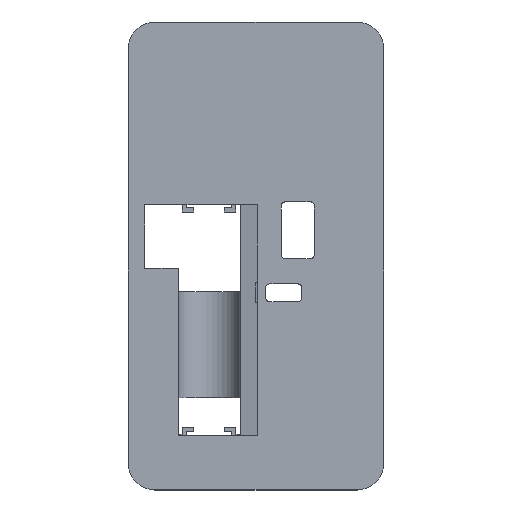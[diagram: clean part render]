
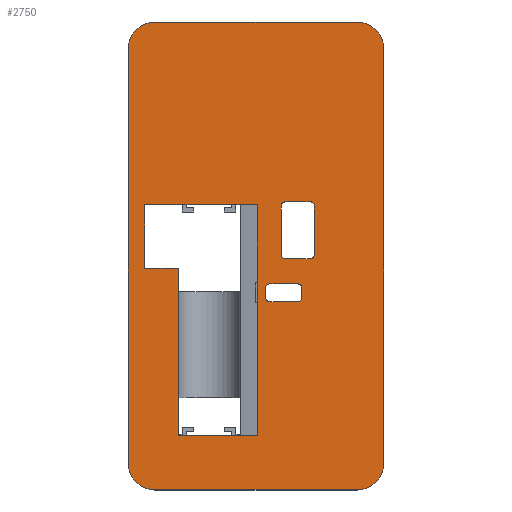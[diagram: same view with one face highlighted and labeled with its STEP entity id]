
A CAD part, top view. The second image highlights one B-rep face of the part: STEP entity #2750.
In plain terms, the highlighted planar face has unit normal (0, 0, 1).
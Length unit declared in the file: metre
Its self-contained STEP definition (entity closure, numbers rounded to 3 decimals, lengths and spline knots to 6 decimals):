
#26=CIRCLE('',#2909,0.001);
#27=CIRCLE('',#2910,0.001);
#28=CIRCLE('',#2911,0.001);
#29=CIRCLE('',#2912,0.001);
#30=CIRCLE('',#2913,0.001);
#31=CIRCLE('',#2914,0.001);
#32=CIRCLE('',#2915,0.001);
#33=CIRCLE('',#2916,0.001);
#34=CIRCLE('',#2917,0.00635);
#35=CIRCLE('',#2918,0.00635);
#36=CIRCLE('',#2919,0.00635);
#37=CIRCLE('',#2920,0.00635);
#66=ORIENTED_EDGE('',*,*,#878,.F.);
#67=ORIENTED_EDGE('',*,*,#879,.T.);
#68=ORIENTED_EDGE('',*,*,#880,.F.);
#69=ORIENTED_EDGE('',*,*,#881,.T.);
#70=ORIENTED_EDGE('',*,*,#882,.F.);
#71=ORIENTED_EDGE('',*,*,#883,.F.);
#72=ORIENTED_EDGE('',*,*,#884,.F.);
#73=ORIENTED_EDGE('',*,*,#885,.F.);
#74=ORIENTED_EDGE('',*,*,#886,.F.);
#75=ORIENTED_EDGE('',*,*,#887,.F.);
#76=ORIENTED_EDGE('',*,*,#888,.F.);
#77=ORIENTED_EDGE('',*,*,#889,.F.);
#78=ORIENTED_EDGE('',*,*,#890,.F.);
#79=ORIENTED_EDGE('',*,*,#891,.T.);
#80=ORIENTED_EDGE('',*,*,#892,.F.);
#81=ORIENTED_EDGE('',*,*,#893,.T.);
#82=ORIENTED_EDGE('',*,*,#894,.T.);
#83=ORIENTED_EDGE('',*,*,#895,.T.);
#84=ORIENTED_EDGE('',*,*,#896,.T.);
#85=ORIENTED_EDGE('',*,*,#897,.T.);
#86=ORIENTED_EDGE('',*,*,#898,.F.);
#87=ORIENTED_EDGE('',*,*,#899,.T.);
#88=ORIENTED_EDGE('',*,*,#900,.F.);
#89=ORIENTED_EDGE('',*,*,#901,.T.);
#90=ORIENTED_EDGE('',*,*,#902,.T.);
#91=ORIENTED_EDGE('',*,*,#903,.T.);
#92=ORIENTED_EDGE('',*,*,#904,.F.);
#93=ORIENTED_EDGE('',*,*,#905,.T.);
#94=ORIENTED_EDGE('',*,*,#906,.T.);
#95=ORIENTED_EDGE('',*,*,#907,.T.);
#878=EDGE_CURVE('',#1284,#1285,#26,.T.);
#879=EDGE_CURVE('',#1284,#1286,#1554,.T.);
#880=EDGE_CURVE('',#1287,#1286,#27,.T.);
#881=EDGE_CURVE('',#1287,#1288,#1555,.T.);
#882=EDGE_CURVE('',#1289,#1288,#28,.T.);
#883=EDGE_CURVE('',#1290,#1289,#1556,.T.);
#884=EDGE_CURVE('',#1291,#1290,#29,.T.);
#885=EDGE_CURVE('',#1285,#1291,#1557,.T.);
#886=EDGE_CURVE('',#1292,#1293,#30,.T.);
#887=EDGE_CURVE('',#1294,#1292,#1558,.T.);
#888=EDGE_CURVE('',#1295,#1294,#31,.T.);
#889=EDGE_CURVE('',#1296,#1295,#1559,.T.);
#890=EDGE_CURVE('',#1297,#1296,#32,.T.);
#891=EDGE_CURVE('',#1297,#1298,#1560,.T.);
#892=EDGE_CURVE('',#1299,#1298,#33,.T.);
#893=EDGE_CURVE('',#1299,#1293,#1561,.T.);
#894=EDGE_CURVE('',#1300,#1301,#1562,.T.);
#895=EDGE_CURVE('',#1301,#1302,#34,.T.);
#896=EDGE_CURVE('',#1302,#1303,#1563,.T.);
#897=EDGE_CURVE('',#1303,#1304,#35,.T.);
#898=EDGE_CURVE('',#1305,#1304,#1564,.T.);
#899=EDGE_CURVE('',#1305,#1306,#36,.T.);
#900=EDGE_CURVE('',#1307,#1306,#1565,.T.);
#901=EDGE_CURVE('',#1307,#1300,#37,.T.);
#902=EDGE_CURVE('',#1308,#1309,#1566,.T.);
#903=EDGE_CURVE('',#1309,#1310,#1567,.T.);
#904=EDGE_CURVE('',#1311,#1310,#1568,.T.);
#905=EDGE_CURVE('',#1311,#1312,#1569,.T.);
#906=EDGE_CURVE('',#1312,#1313,#1570,.T.);
#907=EDGE_CURVE('',#1313,#1308,#1571,.T.);
#1284=VERTEX_POINT('',#3834);
#1285=VERTEX_POINT('',#3835);
#1286=VERTEX_POINT('',#3837);
#1287=VERTEX_POINT('',#3839);
#1288=VERTEX_POINT('',#3841);
#1289=VERTEX_POINT('',#3843);
#1290=VERTEX_POINT('',#3845);
#1291=VERTEX_POINT('',#3847);
#1292=VERTEX_POINT('',#3850);
#1293=VERTEX_POINT('',#3851);
#1294=VERTEX_POINT('',#3853);
#1295=VERTEX_POINT('',#3855);
#1296=VERTEX_POINT('',#3857);
#1297=VERTEX_POINT('',#3859);
#1298=VERTEX_POINT('',#3861);
#1299=VERTEX_POINT('',#3863);
#1300=VERTEX_POINT('',#3866);
#1301=VERTEX_POINT('',#3867);
#1302=VERTEX_POINT('',#3869);
#1303=VERTEX_POINT('',#3871);
#1304=VERTEX_POINT('',#3873);
#1305=VERTEX_POINT('',#3875);
#1306=VERTEX_POINT('',#3877);
#1307=VERTEX_POINT('',#3879);
#1308=VERTEX_POINT('',#3882);
#1309=VERTEX_POINT('',#3883);
#1310=VERTEX_POINT('',#3885);
#1311=VERTEX_POINT('',#3887);
#1312=VERTEX_POINT('',#3889);
#1313=VERTEX_POINT('',#3891);
#1554=LINE('',#3836,#1932);
#1555=LINE('',#3840,#1933);
#1556=LINE('',#3844,#1934);
#1557=LINE('',#3848,#1935);
#1558=LINE('',#3852,#1936);
#1559=LINE('',#3856,#1937);
#1560=LINE('',#3860,#1938);
#1561=LINE('',#3864,#1939);
#1562=LINE('',#3865,#1940);
#1563=LINE('',#3870,#1941);
#1564=LINE('',#3874,#1942);
#1565=LINE('',#3878,#1943);
#1566=LINE('',#3881,#1944);
#1567=LINE('',#3884,#1945);
#1568=LINE('',#3886,#1946);
#1569=LINE('',#3888,#1947);
#1570=LINE('',#3890,#1948);
#1571=LINE('',#3892,#1949);
#1932=VECTOR('',#3100,1.);
#1933=VECTOR('',#3103,1.);
#1934=VECTOR('',#3106,1.);
#1935=VECTOR('',#3109,1.);
#1936=VECTOR('',#3112,1.);
#1937=VECTOR('',#3115,1.);
#1938=VECTOR('',#3118,1.);
#1939=VECTOR('',#3121,1.);
#1940=VECTOR('',#3122,1.);
#1941=VECTOR('',#3125,1.);
#1942=VECTOR('',#3128,1.);
#1943=VECTOR('',#3131,1.);
#1944=VECTOR('',#3134,1.);
#1945=VECTOR('',#3135,1.);
#1946=VECTOR('',#3136,1.);
#1947=VECTOR('',#3137,1.);
#1948=VECTOR('',#3138,1.);
#1949=VECTOR('',#3139,1.);
#2299=EDGE_LOOP('',(#66,#67,#68,#69,#70,#71,#72,#73));
#2300=EDGE_LOOP('',(#74,#75,#76,#77,#78,#79,#80,#81));
#2301=EDGE_LOOP('',(#82,#83,#84,#85,#86,#87,#88,#89));
#2302=EDGE_LOOP('',(#90,#91,#92,#93,#94,#95));
#2459=FACE_BOUND('',#2299,.T.);
#2460=FACE_BOUND('',#2300,.T.);
#2461=FACE_BOUND('',#2301,.T.);
#2462=FACE_BOUND('',#2302,.T.);
#2619=PLANE('',#2908);
#2750=ADVANCED_FACE('',(#2459,#2460,#2461,#2462),#2619,.T.);
#2908=AXIS2_PLACEMENT_3D('',#3832,#3096,#3097);
#2909=AXIS2_PLACEMENT_3D('',#3833,#3098,#3099);
#2910=AXIS2_PLACEMENT_3D('',#3838,#3101,#3102);
#2911=AXIS2_PLACEMENT_3D('',#3842,#3104,#3105);
#2912=AXIS2_PLACEMENT_3D('',#3846,#3107,#3108);
#2913=AXIS2_PLACEMENT_3D('',#3849,#3110,#3111);
#2914=AXIS2_PLACEMENT_3D('',#3854,#3113,#3114);
#2915=AXIS2_PLACEMENT_3D('',#3858,#3116,#3117);
#2916=AXIS2_PLACEMENT_3D('',#3862,#3119,#3120);
#2917=AXIS2_PLACEMENT_3D('',#3868,#3123,#3124);
#2918=AXIS2_PLACEMENT_3D('',#3872,#3126,#3127);
#2919=AXIS2_PLACEMENT_3D('',#3876,#3129,#3130);
#2920=AXIS2_PLACEMENT_3D('',#3880,#3132,#3133);
#3096=DIRECTION('',(0.,0.,1.));
#3097=DIRECTION('',(1.,0.,0.));
#3098=DIRECTION('',(0.,0.,1.));
#3099=DIRECTION('',(1.,0.,0.));
#3100=DIRECTION('',(0.,-1.,0.));
#3101=DIRECTION('',(0.,0.,1.));
#3102=DIRECTION('',(1.,0.,0.));
#3103=DIRECTION('',(-1.,0.,0.));
#3104=DIRECTION('',(0.,0.,1.));
#3105=DIRECTION('',(1.,0.,0.));
#3106=DIRECTION('',(0.,-1.,0.));
#3107=DIRECTION('',(0.,0.,1.));
#3108=DIRECTION('',(1.,0.,0.));
#3109=DIRECTION('',(-1.,0.,0.));
#3110=DIRECTION('',(0.,0.,1.));
#3111=DIRECTION('',(1.,0.,0.));
#3112=DIRECTION('',(0.,-1.,0.));
#3113=DIRECTION('',(0.,0.,1.));
#3114=DIRECTION('',(1.,0.,0.));
#3115=DIRECTION('',(-1.,0.,0.));
#3116=DIRECTION('',(0.,0.,1.));
#3117=DIRECTION('',(1.,0.,0.));
#3118=DIRECTION('',(0.,-1.,0.));
#3119=DIRECTION('',(0.,0.,1.));
#3120=DIRECTION('',(1.,0.,0.));
#3121=DIRECTION('',(-1.,0.,0.));
#3122=DIRECTION('',(-1.,0.,0.));
#3123=DIRECTION('',(0.,0.,1.));
#3124=DIRECTION('',(1.,0.,0.));
#3125=DIRECTION('',(0.,-1.,0.));
#3126=DIRECTION('',(0.,0.,1.));
#3127=DIRECTION('',(1.,0.,0.));
#3128=DIRECTION('',(-1.,0.,0.));
#3129=DIRECTION('',(0.,0.,1.));
#3130=DIRECTION('',(1.,0.,0.));
#3131=DIRECTION('',(0.,-1.,0.));
#3132=DIRECTION('',(0.,0.,1.));
#3133=DIRECTION('',(1.,0.,0.));
#3134=DIRECTION('',(1.,0.,0.));
#3135=DIRECTION('',(0.,-1.,0.));
#3136=DIRECTION('',(1.,0.,0.));
#3137=DIRECTION('',(0.,1.,0.));
#3138=DIRECTION('',(-1.,0.,0.));
#3139=DIRECTION('',(0.,1.,0.));
#3832=CARTESIAN_POINT('',(0.,0.,0.0011));
#3833=CARTESIAN_POINT('',(0.009786,-0.007591,0.0011));
#3834=CARTESIAN_POINT('',(0.010786,-0.007591,0.0011));
#3835=CARTESIAN_POINT('',(0.009786,-0.006591,0.0011));
#3836=CARTESIAN_POINT('',(0.010786,-0.008699,0.0011));
#3837=CARTESIAN_POINT('',(0.010786,-0.009807,0.0011));
#3838=CARTESIAN_POINT('',(0.009786,-0.009807,0.0011));
#3839=CARTESIAN_POINT('',(0.009786,-0.010807,0.0011));
#3840=CARTESIAN_POINT('',(0.006544,-0.010807,0.0011));
#3841=CARTESIAN_POINT('',(0.003301,-0.010807,0.0011));
#3842=CARTESIAN_POINT('',(0.003301,-0.009807,0.0011));
#3843=CARTESIAN_POINT('',(0.002301,-0.009807,0.0011));
#3844=CARTESIAN_POINT('',(0.002301,-0.008699,0.0011));
#3845=CARTESIAN_POINT('',(0.002301,-0.007591,0.0011));
#3846=CARTESIAN_POINT('',(0.003301,-0.007591,0.0011));
#3847=CARTESIAN_POINT('',(0.003301,-0.006591,0.0011));
#3848=CARTESIAN_POINT('',(0.006544,-0.006591,0.0011));
#3849=CARTESIAN_POINT('',(0.007,0.00035,0.0011));
#3850=CARTESIAN_POINT('',(0.006,0.00035,0.0011));
#3851=CARTESIAN_POINT('',(0.007,-0.00065,0.0011));
#3852=CARTESIAN_POINT('',(0.006,0.006089,0.0011));
#3853=CARTESIAN_POINT('',(0.006,0.011827,0.0011));
#3854=CARTESIAN_POINT('',(0.007,0.011827,0.0011));
#3855=CARTESIAN_POINT('',(0.007,0.012827,0.0011));
#3856=CARTESIAN_POINT('',(0.009891,0.012827,0.0011));
#3857=CARTESIAN_POINT('',(0.012781,0.012827,0.0011));
#3858=CARTESIAN_POINT('',(0.012781,0.011827,0.0011));
#3859=CARTESIAN_POINT('',(0.013781,0.011827,0.0011));
#3860=CARTESIAN_POINT('',(0.013781,0.006089,0.0011));
#3861=CARTESIAN_POINT('',(0.013781,0.00035,0.0011));
#3862=CARTESIAN_POINT('',(0.012781,0.00035,0.0011));
#3863=CARTESIAN_POINT('',(0.012781,-0.00065,0.0011));
#3864=CARTESIAN_POINT('',(0.009891,-0.00065,0.0011));
#3865=CARTESIAN_POINT('',(0.,0.055323,0.0011));
#3866=CARTESIAN_POINT('',(0.023881,0.055323,0.0011));
#3867=CARTESIAN_POINT('',(-0.023881,0.055323,0.0011));
#3868=CARTESIAN_POINT('',(-0.023881,0.048973,0.0011));
#3869=CARTESIAN_POINT('',(-0.030231,0.048973,0.0011));
#3870=CARTESIAN_POINT('',(-0.030231,0.,0.0011));
#3871=CARTESIAN_POINT('',(-0.030231,-0.048973,0.0011));
#3872=CARTESIAN_POINT('',(-0.023881,-0.048973,0.0011));
#3873=CARTESIAN_POINT('',(-0.023881,-0.055323,0.0011));
#3874=CARTESIAN_POINT('',(0.,-0.055323,0.0011));
#3875=CARTESIAN_POINT('',(0.023881,-0.055323,0.0011));
#3876=CARTESIAN_POINT('',(0.023881,-0.048973,0.0011));
#3877=CARTESIAN_POINT('',(0.030231,-0.048973,0.0011));
#3878=CARTESIAN_POINT('',(0.030231,0.,0.0011));
#3879=CARTESIAN_POINT('',(0.030231,0.048973,0.0011));
#3880=CARTESIAN_POINT('',(0.023881,0.048973,0.0011));
#3881=CARTESIAN_POINT('',(-0.014941,0.012088,0.0011));
#3882=CARTESIAN_POINT('',(-0.026316,0.012088,0.0011));
#3883=CARTESIAN_POINT('',(0.000354,0.012088,0.0011));
#3884=CARTESIAN_POINT('',(0.000354,-0.015197,0.0011));
#3885=CARTESIAN_POINT('',(0.000354,-0.042483,0.0011));
#3886=CARTESIAN_POINT('',(-0.017423,-0.042483,0.0011));
#3887=CARTESIAN_POINT('',(-0.018366,-0.042483,0.0011));
#3888=CARTESIAN_POINT('',(-0.018366,-0.022518,0.0011));
#3889=CARTESIAN_POINT('',(-0.018366,-0.002912,0.0011));
#3890=CARTESIAN_POINT('',(-0.022341,-0.002912,0.0011));
#3891=CARTESIAN_POINT('',(-0.026316,-0.002912,0.0011));
#3892=CARTESIAN_POINT('',(-0.026316,0.004588,0.0011));
